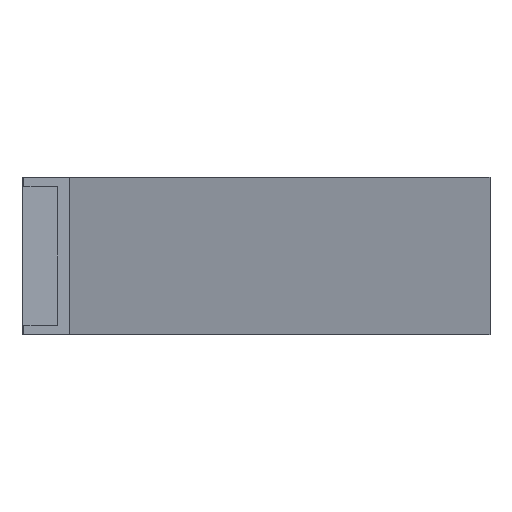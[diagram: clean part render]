
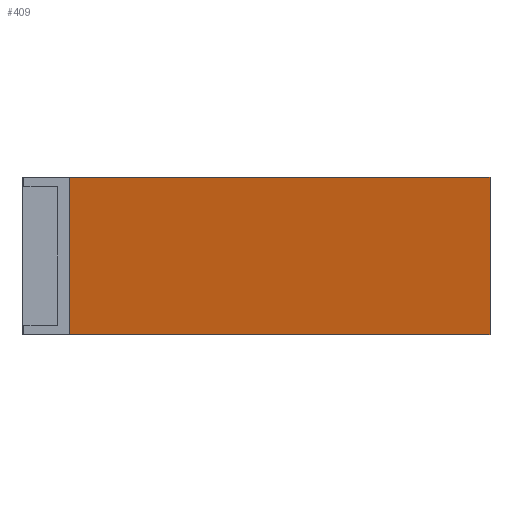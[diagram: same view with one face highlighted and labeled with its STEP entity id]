
A CAD part, left-side view. The second image highlights one B-rep face of the part: STEP entity #409.
In plain terms, the highlighted planar face has unit normal (-0.437, -0.899, 0).
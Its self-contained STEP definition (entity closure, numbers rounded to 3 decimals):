
#32=PLANE('',#462);
#53=FACE_OUTER_BOUND('',#76,.T.);
#76=EDGE_LOOP('',(#378,#379,#380,#381));
#112=LINE('',#662,#159);
#119=LINE('',#674,#166);
#123=LINE('',#684,#170);
#124=LINE('',#686,#171);
#159=VECTOR('',#542,10.);
#166=VECTOR('',#551,10.);
#170=VECTOR('',#567,10.);
#171=VECTOR('',#570,10.);
#212=VERTEX_POINT('',#659);
#213=VERTEX_POINT('',#661);
#215=VERTEX_POINT('',#667);
#217=VERTEX_POINT('',#672);
#261=EDGE_CURVE('',#212,#213,#112,.T.);
#268=EDGE_CURVE('',#215,#217,#119,.T.);
#272=EDGE_CURVE('',#217,#213,#123,.T.);
#273=EDGE_CURVE('',#215,#212,#124,.T.);
#378=ORIENTED_EDGE('',*,*,#268,.T.);
#379=ORIENTED_EDGE('',*,*,#272,.T.);
#380=ORIENTED_EDGE('',*,*,#261,.F.);
#381=ORIENTED_EDGE('',*,*,#273,.F.);
#409=ADVANCED_FACE('',(#53),#32,.T.);
#462=AXIS2_PLACEMENT_3D('',#685,#568,#569);
#542=DIRECTION('',(0.899,-0.437,0.));
#551=DIRECTION('',(0.899,-0.437,0.));
#567=DIRECTION('',(0.,0.,1.));
#568=DIRECTION('center_axis',(-0.437,-0.899,0.));
#569=DIRECTION('ref_axis',(0.899,-0.437,0.));
#570=DIRECTION('',(0.,0.,1.));
#659=CARTESIAN_POINT('',(0.,107.,40.1));
#661=CARTESIAN_POINT('',(220.,0.,40.1));
#662=CARTESIAN_POINT('',(0.,107.,40.1));
#667=CARTESIAN_POINT('',(0.,107.,0.));
#672=CARTESIAN_POINT('',(220.,0.,0.));
#674=CARTESIAN_POINT('',(0.,107.,0.));
#684=CARTESIAN_POINT('',(220.,0.,0.));
#685=CARTESIAN_POINT('Origin',(0.,107.,0.));
#686=CARTESIAN_POINT('',(0.,107.,0.));
